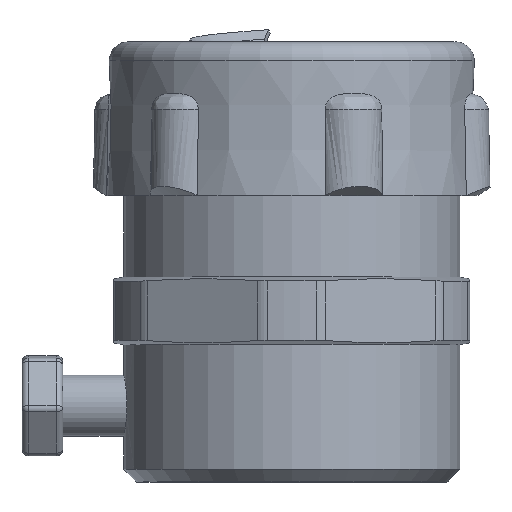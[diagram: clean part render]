
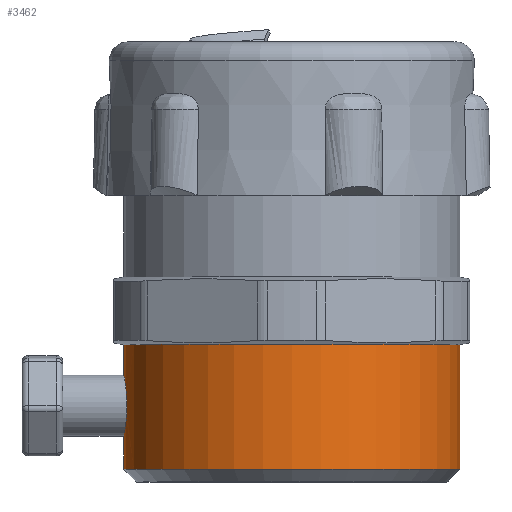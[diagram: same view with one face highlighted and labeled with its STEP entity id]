
A CAD part, top view. The second image highlights one B-rep face of the part: STEP entity #3462.
In plain terms, the highlighted cylindrical face has radius 13.2 mm (diameter 26.4 mm), a full revolution.
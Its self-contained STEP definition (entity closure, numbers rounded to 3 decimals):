
#62=FACE_BOUND('',#1077,.T.);
#186=LINE('',#5777,#377);
#377=VECTOR('',#4275,13.2);
#619=CIRCLE('',#3757,13.2);
#620=CIRCLE('',#3758,13.2);
#622=CIRCLE('',#3761,13.2);
#623=CIRCLE('',#3762,13.2);
#624=CIRCLE('',#3763,13.2);
#769=CYLINDRICAL_SURFACE('',#3760,13.2);
#869=FACE_OUTER_BOUND('',#1076,.T.);
#1076=EDGE_LOOP('',(#2398,#2399,#2400,#2401,#2402,#2403,#2404));
#1077=EDGE_LOOP('',(#2405,#2406));
#1286=B_SPLINE_CURVE_WITH_KNOTS('',3,(#5780,#5781,#5782,#5783,#5784,#5785,
#5786,#5787,#5788,#5789,#5790,#5791,#5792,#5793,#5794,#5795,#5796,#5797),
 .UNSPECIFIED.,.F.,.F.,(4,2,2,2,2,2,2,2,4),(0.,0.094,0.189,
0.283,0.378,0.472,0.566,
0.661,0.755),.UNSPECIFIED.);
#1287=B_SPLINE_CURVE_WITH_KNOTS('',3,(#5798,#5799,#5800,#5801,#5802,#5803,
#5804,#5805,#5806,#5807,#5808,#5809,#5810,#5811,#5812,#5813,#5814,#5815),
 .UNSPECIFIED.,.F.,.F.,(4,2,2,2,2,2,2,2,4),(0.755,0.85,
0.944,1.039,1.133,1.227,1.322,
1.416,1.511),.UNSPECIFIED.);
#1427=VERTEX_POINT('',#5763);
#1428=VERTEX_POINT('',#5764);
#1430=VERTEX_POINT('',#5771);
#1431=VERTEX_POINT('',#5772);
#1432=VERTEX_POINT('',#5774);
#1433=VERTEX_POINT('',#5778);
#1434=VERTEX_POINT('',#5779);
#1781=EDGE_CURVE('',#1427,#1428,#619,.T.);
#1782=EDGE_CURVE('',#1428,#1427,#620,.T.);
#1785=EDGE_CURVE('',#1430,#1431,#622,.T.);
#1786=EDGE_CURVE('',#1432,#1430,#623,.T.);
#1787=EDGE_CURVE('',#1431,#1432,#624,.T.);
#1788=EDGE_CURVE('',#1431,#1428,#186,.T.);
#1789=EDGE_CURVE('',#1433,#1434,#1286,.T.);
#1790=EDGE_CURVE('',#1434,#1433,#1287,.T.);
#2398=ORIENTED_EDGE('',*,*,#1785,.F.);
#2399=ORIENTED_EDGE('',*,*,#1786,.F.);
#2400=ORIENTED_EDGE('',*,*,#1787,.F.);
#2401=ORIENTED_EDGE('',*,*,#1788,.T.);
#2402=ORIENTED_EDGE('',*,*,#1781,.F.);
#2403=ORIENTED_EDGE('',*,*,#1782,.F.);
#2404=ORIENTED_EDGE('',*,*,#1788,.F.);
#2405=ORIENTED_EDGE('',*,*,#1789,.T.);
#2406=ORIENTED_EDGE('',*,*,#1790,.T.);
#3462=ADVANCED_FACE('',(#869,#62),#769,.T.);
#3757=AXIS2_PLACEMENT_3D('',#5765,#4260,#4261);
#3758=AXIS2_PLACEMENT_3D('',#5766,#4262,#4263);
#3760=AXIS2_PLACEMENT_3D('',#5770,#4267,#4268);
#3761=AXIS2_PLACEMENT_3D('',#5773,#4269,#4270);
#3762=AXIS2_PLACEMENT_3D('',#5775,#4271,#4272);
#3763=AXIS2_PLACEMENT_3D('',#5776,#4273,#4274);
#4260=DIRECTION('center_axis',(0.,-1.,0.));
#4261=DIRECTION('ref_axis',(1.,0.,0.));
#4262=DIRECTION('center_axis',(0.,-1.,0.));
#4263=DIRECTION('ref_axis',(1.,0.,0.));
#4267=DIRECTION('center_axis',(0.,1.,0.));
#4268=DIRECTION('ref_axis',(-1.,0.,0.));
#4269=DIRECTION('center_axis',(0.,1.,0.));
#4270=DIRECTION('ref_axis',(1.,0.,0.));
#4271=DIRECTION('center_axis',(0.,1.,0.));
#4272=DIRECTION('ref_axis',(1.,0.,0.));
#4273=DIRECTION('center_axis',(0.,1.,0.));
#4274=DIRECTION('ref_axis',(1.,0.,0.));
#4275=DIRECTION('',(0.,-1.,0.));
#5763=CARTESIAN_POINT('',(-13.2,1.,0.));
#5764=CARTESIAN_POINT('',(13.2,1.,0.));
#5765=CARTESIAN_POINT('Origin',(0.,1.,0.));
#5766=CARTESIAN_POINT('Origin',(0.,1.,0.));
#5770=CARTESIAN_POINT('Origin',(0.,5.4,0.));
#5771=CARTESIAN_POINT('',(0.,10.8,13.2));
#5772=CARTESIAN_POINT('',(13.2,10.8,0.));
#5773=CARTESIAN_POINT('Origin',(0.,10.8,0.));
#5774=CARTESIAN_POINT('',(0.,10.8,-13.2));
#5775=CARTESIAN_POINT('Origin',(0.,10.8,0.));
#5776=CARTESIAN_POINT('Origin',(0.,10.8,0.));
#5777=CARTESIAN_POINT('',(13.2,5.4,0.));
#5778=CARTESIAN_POINT('',(-12.961,6.,-2.5));
#5779=CARTESIAN_POINT('',(-12.961,6.,2.5));
#5780=CARTESIAN_POINT('Ctrl Pts',(-12.961,6.,-2.5));
#5781=CARTESIAN_POINT('Ctrl Pts',(-12.961,6.315,-2.5));
#5782=CARTESIAN_POINT('Ctrl Pts',(-12.974,6.65,-2.437));
#5783=CARTESIAN_POINT('Ctrl Pts',(-13.019,7.266,-2.182));
#5784=CARTESIAN_POINT('Ctrl Pts',(-13.051,7.546,-1.989));
#5785=CARTESIAN_POINT('Ctrl Pts',(-13.111,7.989,-1.546));
#5786=CARTESIAN_POINT('Ctrl Pts',(-13.143,8.182,-1.266));
#5787=CARTESIAN_POINT('Ctrl Pts',(-13.188,8.437,-0.65));
#5788=CARTESIAN_POINT('Ctrl Pts',(-13.2,8.5,-0.315));
#5789=CARTESIAN_POINT('Ctrl Pts',(-13.2,8.5,0.315));
#5790=CARTESIAN_POINT('Ctrl Pts',(-13.188,8.437,0.65));
#5791=CARTESIAN_POINT('Ctrl Pts',(-13.143,8.182,1.266));
#5792=CARTESIAN_POINT('Ctrl Pts',(-13.111,7.989,1.546));
#5793=CARTESIAN_POINT('Ctrl Pts',(-13.051,7.546,1.989));
#5794=CARTESIAN_POINT('Ctrl Pts',(-13.019,7.266,2.182));
#5795=CARTESIAN_POINT('Ctrl Pts',(-12.974,6.65,2.437));
#5796=CARTESIAN_POINT('Ctrl Pts',(-12.961,6.315,2.5));
#5797=CARTESIAN_POINT('Ctrl Pts',(-12.961,6.,2.5));
#5798=CARTESIAN_POINT('Ctrl Pts',(-12.961,6.,2.5));
#5799=CARTESIAN_POINT('Ctrl Pts',(-12.961,5.685,2.5));
#5800=CARTESIAN_POINT('Ctrl Pts',(-12.974,5.35,2.437));
#5801=CARTESIAN_POINT('Ctrl Pts',(-13.019,4.734,2.182));
#5802=CARTESIAN_POINT('Ctrl Pts',(-13.051,4.454,1.989));
#5803=CARTESIAN_POINT('Ctrl Pts',(-13.111,4.011,1.546));
#5804=CARTESIAN_POINT('Ctrl Pts',(-13.143,3.818,1.266));
#5805=CARTESIAN_POINT('Ctrl Pts',(-13.188,3.563,0.65));
#5806=CARTESIAN_POINT('Ctrl Pts',(-13.2,3.5,0.315));
#5807=CARTESIAN_POINT('Ctrl Pts',(-13.2,3.5,-0.315));
#5808=CARTESIAN_POINT('Ctrl Pts',(-13.188,3.563,-0.65));
#5809=CARTESIAN_POINT('Ctrl Pts',(-13.143,3.818,-1.266));
#5810=CARTESIAN_POINT('Ctrl Pts',(-13.111,4.011,-1.546));
#5811=CARTESIAN_POINT('Ctrl Pts',(-13.051,4.454,-1.989));
#5812=CARTESIAN_POINT('Ctrl Pts',(-13.019,4.734,-2.182));
#5813=CARTESIAN_POINT('Ctrl Pts',(-12.974,5.35,-2.437));
#5814=CARTESIAN_POINT('Ctrl Pts',(-12.961,5.685,-2.5));
#5815=CARTESIAN_POINT('Ctrl Pts',(-12.961,6.,-2.5));
